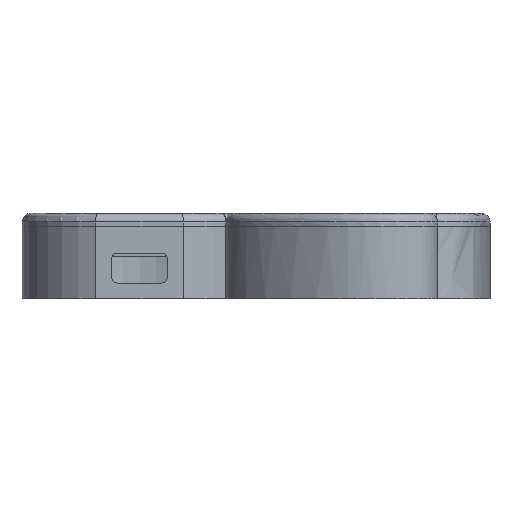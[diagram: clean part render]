
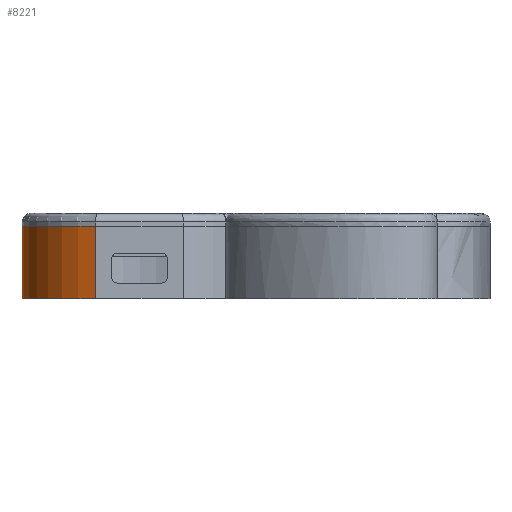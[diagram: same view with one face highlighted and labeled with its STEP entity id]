
A CAD part, left-side view. The second image highlights one B-rep face of the part: STEP entity #8221.
In plain terms, the highlighted cylindrical face has radius 27.58 mm (diameter 55.16 mm), a partial arc.
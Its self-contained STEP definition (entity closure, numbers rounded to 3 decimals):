
#578=B_SPLINE_CURVE_WITH_KNOTS('',3,(#17996,#17997,#17998,#17999),
 .UNSPECIFIED.,.F.,.F.,(4,4),(-1.,-0.3),.UNSPECIFIED.);
#579=B_SPLINE_CURVE_WITH_KNOTS('',3,(#18000,#18001,#18002,#18003,#18004,
#18005),.UNSPECIFIED.,.F.,.F.,(4,2,4),(0.,0.5,1.),.UNSPECIFIED.);
#1292=FACE_OUTER_BOUND('',#1842,.T.);
#1842=EDGE_LOOP('',(#7690,#7691,#7692,#7693,#7694));
#2015=CIRCLE('',#8620,27.58);
#2018=CIRCLE('',#8671,27.58);
#2663=LINE('',#18082,#3292);
#3292=VECTOR('',#10219,10.);
#3740=VERTEX_POINT('',#14012);
#3741=VERTEX_POINT('',#14014);
#4056=VERTEX_POINT('',#17213);
#4057=VERTEX_POINT('',#17467);
#4074=VERTEX_POINT('',#17995);
#4765=EDGE_CURVE('',#3741,#3740,#2015,.F.);
#5232=EDGE_CURVE('',#4056,#4057,#2018,.F.);
#5258=EDGE_CURVE('',#4056,#4074,#578,.F.);
#5259=EDGE_CURVE('',#4074,#3741,#579,.T.);
#5291=EDGE_CURVE('',#3740,#4057,#2663,.F.);
#7690=ORIENTED_EDGE('',*,*,#5259,.T.);
#7691=ORIENTED_EDGE('',*,*,#4765,.T.);
#7692=ORIENTED_EDGE('',*,*,#5291,.T.);
#7693=ORIENTED_EDGE('',*,*,#5232,.F.);
#7694=ORIENTED_EDGE('',*,*,#5258,.T.);
#7796=CYLINDRICAL_SURFACE('',#8708,27.58);
#8221=ADVANCED_FACE('',(#1292),#7796,.T.);
#8620=AXIS2_PLACEMENT_3D('',#14015,#9807,#9808);
#8671=AXIS2_PLACEMENT_3D('',#17468,#10132,#10133);
#8708=AXIS2_PLACEMENT_3D('',#18094,#10236,#10237);
#9807=DIRECTION('center_axis',(0.,0.,-1.));
#9808=DIRECTION('ref_axis',(0.594,-0.804,0.));
#10132=DIRECTION('center_axis',(0.,0.,-1.));
#10133=DIRECTION('ref_axis',(0.594,-0.804,0.));
#10219=DIRECTION('',(0.,0.,-1.));
#10236=DIRECTION('center_axis',(0.,0.,1.));
#10237=DIRECTION('ref_axis',(0.568,0.823,0.));
#14012=CARTESIAN_POINT('',(74.404,-41.381,-10.));
#14014=CARTESIAN_POINT('',(118.666,-71.943,-10.));
#14015=CARTESIAN_POINT('Origin',(100.008,-51.632,-10.));
#17213=CARTESIAN_POINT('',(118.666,-71.943,7.));
#17467=CARTESIAN_POINT('',(74.404,-41.381,7.));
#17468=CARTESIAN_POINT('Origin',(100.008,-51.632,7.));
#17995=CARTESIAN_POINT('',(118.666,-71.943,0.));
#17996=CARTESIAN_POINT('Ctrl Pts',(118.666,-71.943,0.));
#17997=CARTESIAN_POINT('Ctrl Pts',(118.666,-71.943,2.333));
#17998=CARTESIAN_POINT('Ctrl Pts',(118.666,-71.943,4.667));
#17999=CARTESIAN_POINT('Ctrl Pts',(118.666,-71.943,7.));
#18000=CARTESIAN_POINT('Ctrl Pts',(118.666,-71.943,0.));
#18001=CARTESIAN_POINT('Ctrl Pts',(118.666,-71.943,-1.667));
#18002=CARTESIAN_POINT('Ctrl Pts',(118.666,-71.943,-3.333));
#18003=CARTESIAN_POINT('Ctrl Pts',(118.666,-71.943,-6.667));
#18004=CARTESIAN_POINT('Ctrl Pts',(118.666,-71.943,-8.333));
#18005=CARTESIAN_POINT('Ctrl Pts',(118.666,-71.943,-10.));
#18082=CARTESIAN_POINT('',(74.404,-41.381,-10.));
#18094=CARTESIAN_POINT('Origin',(100.008,-51.632,-10.));
